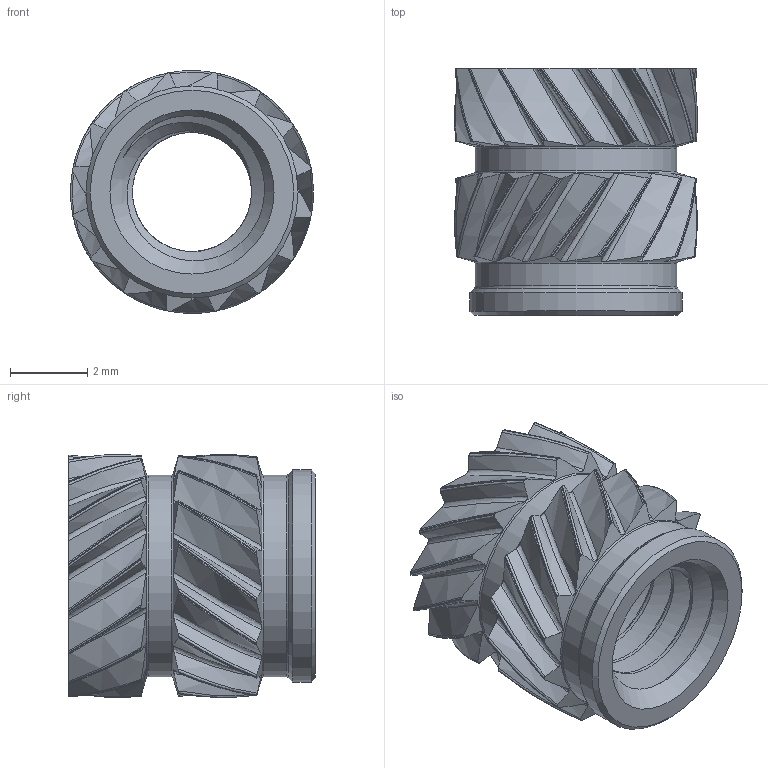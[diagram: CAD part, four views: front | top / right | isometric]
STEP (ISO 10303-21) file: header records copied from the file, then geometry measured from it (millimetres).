
FILE_DESCRIPTION(/* description */ ('STEP AP242','CAx-IF Rec.Pracs.---Representation and Presentation of Product Manufacturing Information (PMI)---4.0---2014-10-13','CAx-IF Rec.Pracs.---3D Tessellated Geometry---0.4---2014-09-14','2;1'),/* implementation_level */ '2;1');
FILE_NAME(/* name */ 'ASM, MAIN, JETSON TRAVEL CASE - THREADED INSERT, HEAT SET, 6.3MM DIA, 6.4MM LEN, BRASS, 94459A160',/* time_stamp */ '2025-01-20T01:45:55Z',/* author */ (''),/* organization */ (''),/* preprocessor_version */ 'ST-DEVELOPER v20',/* originating_system */ 'ONSHAPE BY PTC INC, 1.192',/* authorisation */ ' ');
FILE_SCHEMA (('AP242_MANAGED_MODEL_BASED_3D_ENGINEERING_MIM_LF { 1 0 10303 442 1 1 4 }'));
Length unit declared in the file: metre
Products named in the file (1): THREADED INSERT, HEAT SET, 6.3MM DIA, 6.4MM LEN, BRASS, 94459A160
Bounding box: 6.3 x 6.4 x 6.3 mm (x, y, z)
Volume: 92 mm3; surface area: 301.3 mm2
Topology: 1 solids, 1 shells, 212 faces, 666 edges, 456 vertices
Faces by surface type: bspline 162, cylinder 37, cone 7, torus 4, plane 2
Full cylindrical faces by diameter (mm): 5.225 x2, 5.5 x1
Entity records: 11231 total; most frequent: CARTESIAN_POINT 6877, ORIENTED_EDGE 1286, EDGE_CURVE 643, DIRECTION 470, VERTEX_POINT 447, B_SPLINE_CURVE_WITH_KNOTS 279, EDGE_LOOP 228, FACE_BOUND 228
